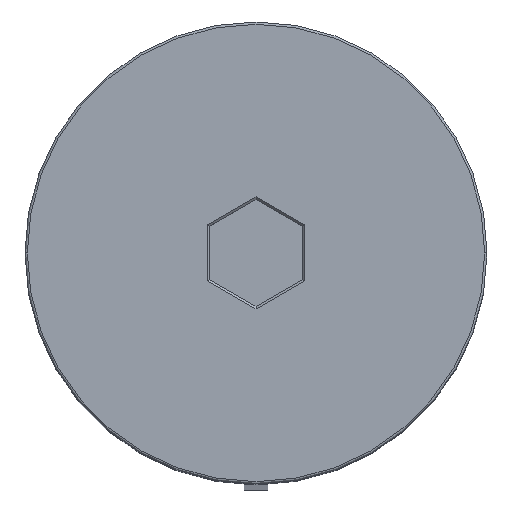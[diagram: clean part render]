
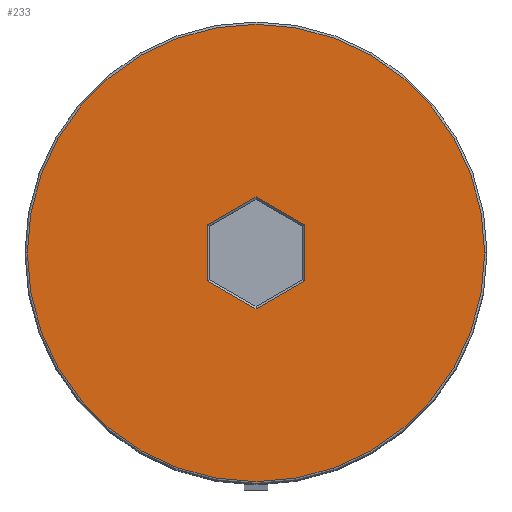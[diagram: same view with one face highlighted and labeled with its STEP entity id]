
A CAD part, top view. The second image highlights one B-rep face of the part: STEP entity #233.
In plain terms, the highlighted planar face has unit normal (0, 0, 1).
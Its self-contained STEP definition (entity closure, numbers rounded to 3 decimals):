
#103 = VERTEX_POINT ( 'NONE', #846 ) ;
#111 = EDGE_CURVE ( 'NONE', #1066, #1196, #1656, .T. ) ;
#148 = LINE ( 'NONE', #1871, #1242 ) ;
#160 = ORIENTED_EDGE ( 'NONE', *, *, #1566, .T. ) ;
#177 = DIRECTION ( 'NONE',  ( -0.866, 0.5, 0. ) ) ;
#192 = ORIENTED_EDGE ( 'NONE', *, *, #536, .T. ) ;
#233 = ADVANCED_FACE ( 'NONE', ( #1377, #1878 ), #596, .T. ) ;
#245 = CARTESIAN_POINT ( 'NONE',  ( 2.1, 1.212, 0. ) ) ;
#268 = LINE ( 'NONE', #1756, #1213 ) ;
#287 = CARTESIAN_POINT ( 'NONE',  ( 2.05, 1.241, 0. ) ) ;
#322 = AXIS2_PLACEMENT_3D ( 'NONE', #1651, #1204, #1484 ) ;
#396 = LINE ( 'NONE', #679, #616 ) ;
#435 = DIRECTION ( 'NONE',  ( 0., 0., 1. ) ) ;
#445 = ORIENTED_EDGE ( 'NONE', *, *, #111, .T. ) ;
#487 = ORIENTED_EDGE ( 'NONE', *, *, #1409, .T. ) ;
#489 = EDGE_CURVE ( 'NONE', #1442, #1394, #989, .T. ) ;
#498 = VECTOR ( 'NONE', #919, 1000. ) ;
#536 = EDGE_CURVE ( 'NONE', #1590, #1127, #1168, .T. ) ;
#572 = EDGE_CURVE ( 'NONE', #103, #1442, #396, .T. ) ;
#596 = PLANE ( 'NONE',  #1961 ) ;
#614 = CARTESIAN_POINT ( 'NONE',  ( 2.1, -1.212, 0. ) ) ;
#616 = VECTOR ( 'NONE', #1844, 1000. ) ;
#679 = CARTESIAN_POINT ( 'NONE',  ( -2.1, 1.155, 0. ) ) ;
#846 = CARTESIAN_POINT ( 'NONE',  ( -2.1, -1.212, 0. ) ) ;
#847 = CARTESIAN_POINT ( 'NONE',  ( 0., 2.425, 0. ) ) ;
#911 = ORIENTED_EDGE ( 'NONE', *, *, #1629, .T. ) ;
#919 = DIRECTION ( 'NONE',  ( 0.866, -0.5, 0. ) ) ;
#989 = LINE ( 'NONE', #1142, #1376 ) ;
#1017 = CARTESIAN_POINT ( 'NONE',  ( 0.05, -2.396, 0. ) ) ;
#1066 = VERTEX_POINT ( 'NONE', #614 ) ;
#1111 = VECTOR ( 'NONE', #1825, 1000. ) ;
#1119 = EDGE_CURVE ( 'NONE', #1406, #1066, #148, .T. ) ;
#1127 = VERTEX_POINT ( 'NONE', #1416 ) ;
#1142 = CARTESIAN_POINT ( 'NONE',  ( -0.05, 2.396, 0. ) ) ;
#1168 = CIRCLE ( 'NONE', #322, 9.9 ) ;
#1196 = VERTEX_POINT ( 'NONE', #1733 ) ;
#1204 = DIRECTION ( 'NONE',  ( 0., 0., 1. ) ) ;
#1209 = DIRECTION ( 'NONE',  ( 0., 0., 1. ) ) ;
#1213 = VECTOR ( 'NONE', #177, 1000. ) ;
#1238 = EDGE_LOOP ( 'NONE', ( #192, #487 ) ) ;
#1242 = VECTOR ( 'NONE', #1893, 1000. ) ;
#1376 = VECTOR ( 'NONE', #1443, 1000. ) ;
#1377 = FACE_OUTER_BOUND ( 'NONE', #1238, .T. ) ;
#1394 = VERTEX_POINT ( 'NONE', #847 ) ;
#1406 = VERTEX_POINT ( 'NONE', #245 ) ;
#1409 = EDGE_CURVE ( 'NONE', #1127, #1590, #1483, .T. ) ;
#1416 = CARTESIAN_POINT ( 'NONE',  ( -9.9, 0., 0. ) ) ;
#1442 = VERTEX_POINT ( 'NONE', #1665 ) ;
#1443 = DIRECTION ( 'NONE',  ( 0.866, 0.5, 0. ) ) ;
#1483 = CIRCLE ( 'NONE', #1806, 9.9 ) ;
#1484 = DIRECTION ( 'NONE',  ( 1., 0., 0. ) ) ;
#1496 = DIRECTION ( 'NONE',  ( 1., 0., 0. ) ) ;
#1566 = EDGE_CURVE ( 'NONE', #1394, #1406, #1739, .T. ) ;
#1580 = CARTESIAN_POINT ( 'NONE',  ( 0., 0., 0. ) ) ;
#1590 = VERTEX_POINT ( 'NONE', #1907 ) ;
#1629 = EDGE_CURVE ( 'NONE', #1196, #103, #268, .T. ) ;
#1651 = CARTESIAN_POINT ( 'NONE',  ( 0., 0., 0. ) ) ;
#1656 = LINE ( 'NONE', #1017, #1111 ) ;
#1665 = CARTESIAN_POINT ( 'NONE',  ( -2.1, 1.212, 0. ) ) ;
#1681 = ORIENTED_EDGE ( 'NONE', *, *, #1119, .T. ) ;
#1728 = DIRECTION ( 'NONE',  ( 1., 0., 0. ) ) ;
#1733 = CARTESIAN_POINT ( 'NONE',  ( 0., -2.425, 0. ) ) ;
#1739 = LINE ( 'NONE', #287, #498 ) ;
#1756 = CARTESIAN_POINT ( 'NONE',  ( -2.05, -1.241, 0. ) ) ;
#1806 = AXIS2_PLACEMENT_3D ( 'NONE', #1836, #1209, #1496 ) ;
#1825 = DIRECTION ( 'NONE',  ( -0.866, -0.5, 0. ) ) ;
#1836 = CARTESIAN_POINT ( 'NONE',  ( 0., 0., 0. ) ) ;
#1844 = DIRECTION ( 'NONE',  ( 0., 1., 0. ) ) ;
#1862 = ORIENTED_EDGE ( 'NONE', *, *, #572, .T. ) ;
#1871 = CARTESIAN_POINT ( 'NONE',  ( 2.1, -1.155, 0. ) ) ;
#1878 = FACE_BOUND ( 'NONE', #2032, .T. ) ;
#1893 = DIRECTION ( 'NONE',  ( 0., -1., 0. ) ) ;
#1907 = CARTESIAN_POINT ( 'NONE',  ( 9.9, 0., 0. ) ) ;
#1961 = AXIS2_PLACEMENT_3D ( 'NONE', #1580, #435, #1728 ) ;
#2019 = ORIENTED_EDGE ( 'NONE', *, *, #489, .T. ) ;
#2032 = EDGE_LOOP ( 'NONE', ( #445, #911, #1862, #2019, #160, #1681 ) ) ;
